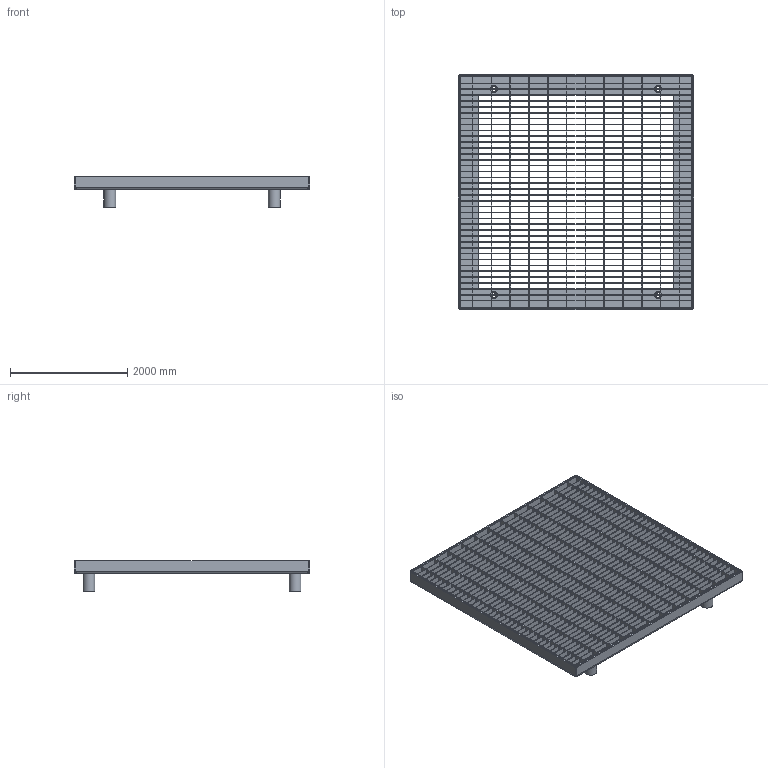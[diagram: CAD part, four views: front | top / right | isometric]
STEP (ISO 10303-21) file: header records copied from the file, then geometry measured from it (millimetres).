
FILE_DESCRIPTION(/* description */ (''),/* implementation_level */ '2;1');
FILE_NAME(/* name */ '60403.000X_3D.stp',/* time_stamp */ '2024-12-11T08:38:58+01:00',/* author */ ('CAD'),/* organization */ (''),/* preprocessor_version */ 'ST-DEVELOPER v20',/* originating_system */ 'AutoCAD Mechanical',/* authorisation */ '');
FILE_SCHEMA (('AUTOMOTIVE_DESIGN { 1 0 10303 214 3 1 1 }'));
Length unit declared in the file: centimetre
Products named in the file (7): Product; *S0; Gitterrost 400x400; *U5; *U4; *U7; *U6
Assembly tree (54 placements, depth 4):
  Product
    *S0
    Gitterrost 400x400
      *U5
        *U4  x38
      *U7
        *U6  x12
Bounding box: 4020 x 4020 x 520 mm (x, y, z)
Volume: 483867215.7 mm3; surface area: 75846699 mm2
Topology: 60 solids, 60 shells, 3264 faces, 9286 edges, 6144 vertices
Faces by surface type: plane 3116, cone 120, cylinder 28
Full cylindrical faces by diameter (mm): 120 x4, 200 x4
Entity records: 14329 total; most frequent: CARTESIAN_POINT 2459, DIRECTION 2424, ORIENTED_EDGE 2368, EDGE_CURVE 1184, LINE 1006, VECTOR 1006, VERTEX_POINT 740, AXIS2_PLACEMENT_3D 709
